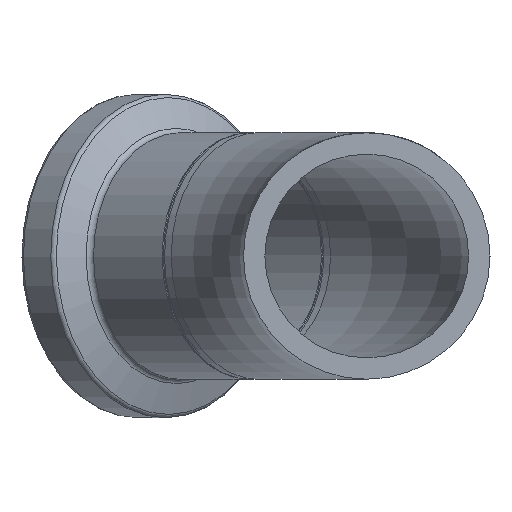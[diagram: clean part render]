
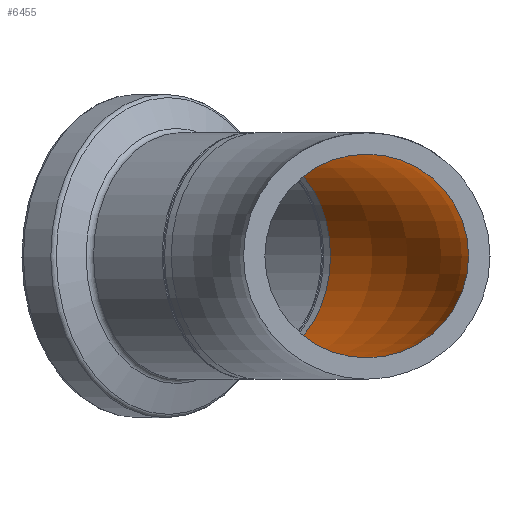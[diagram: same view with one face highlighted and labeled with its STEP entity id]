
A CAD part, front view. The second image highlights one B-rep face of the part: STEP entity #6455.
In plain terms, the highlighted toroidal (fillet/blend) face has major radius 28.575 mm and minor radius 7.874 mm.
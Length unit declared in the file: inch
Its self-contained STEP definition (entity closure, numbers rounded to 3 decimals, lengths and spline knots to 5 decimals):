
#15=TOROIDAL_SURFACE('',#6857,1.125,0.31);
#115=FACE_BOUND('',#1189,.T.);
#789=FACE_OUTER_BOUND('',#1188,.T.);
#1188=EDGE_LOOP('',(#5983));
#1189=EDGE_LOOP('',(#5984));
#1361=CIRCLE('',#6850,0.31);
#1362=CIRCLE('',#6854,0.31);
#3158=VERTEX_POINT('',#13987);
#3159=VERTEX_POINT('',#13992);
#4105=EDGE_CURVE('',#3158,#3158,#1361,.T.);
#4106=EDGE_CURVE('',#3159,#3159,#1362,.T.);
#5983=ORIENTED_EDGE('',*,*,#4106,.F.);
#5984=ORIENTED_EDGE('',*,*,#4105,.F.);
#6455=ADVANCED_FACE('',(#789,#115),#15,.F.);
#6850=AXIS2_PLACEMENT_3D('',#13988,#8060,#8061);
#6854=AXIS2_PLACEMENT_3D('',#13993,#8068,#8069);
#6857=AXIS2_PLACEMENT_3D('',#13997,#8074,#8075);
#8060=DIRECTION('center_axis',(0.,1.,0.));
#8061=DIRECTION('ref_axis',(1.,0.,0.));
#8068=DIRECTION('center_axis',(0.707,-0.707,0.));
#8069=DIRECTION('ref_axis',(0.707,0.707,0.));
#8074=DIRECTION('center_axis',(0.,0.,
1.));
#8075=DIRECTION('ref_axis',(0.,-1.,0.));
#13987=CARTESIAN_POINT('',(1.74435,1.784,0.));
#13988=CARTESIAN_POINT('Origin',(1.43435,1.784,0.));
#13992=CARTESIAN_POINT('',(1.10485,2.5795,0.31));
#13993=CARTESIAN_POINT('Origin',(1.10485,2.5795,0.));
#13997=CARTESIAN_POINT('Origin',(0.30935,1.784,0.));
